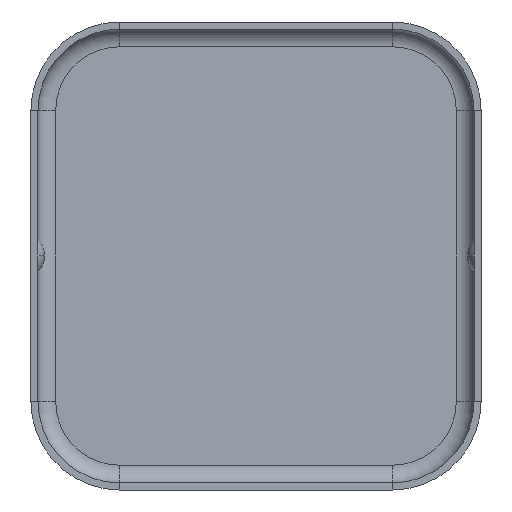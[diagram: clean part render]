
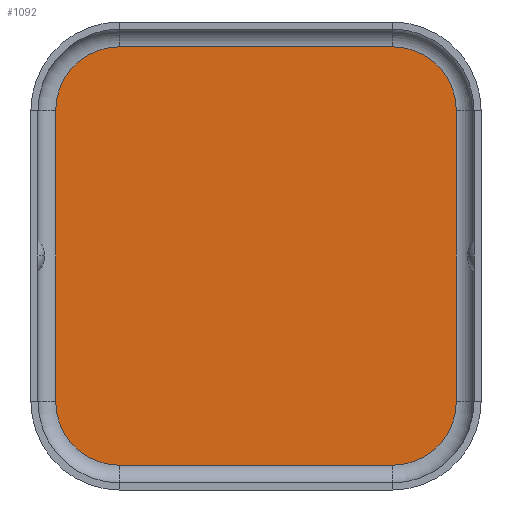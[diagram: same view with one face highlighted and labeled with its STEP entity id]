
A CAD part, front view. The second image highlights one B-rep face of the part: STEP entity #1092.
In plain terms, the highlighted planar face has unit normal (0, -1, 0).
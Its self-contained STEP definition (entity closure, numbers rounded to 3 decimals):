
#32 = EDGE_CURVE ( 'NONE', #1175, #575, #729, .T. ) ;
#62 = CARTESIAN_POINT ( 'NONE',  ( -3.85, 0., 4.1 ) ) ;
#133 = LINE ( 'NONE', #167, #714 ) ;
#159 = DIRECTION ( 'NONE',  ( 0., -1., 0. ) ) ;
#167 = CARTESIAN_POINT ( 'NONE',  ( 3.85, 0., 5.9 ) ) ;
#171 = DIRECTION ( 'NONE',  ( 0., 0., -1. ) ) ;
#187 = CIRCLE ( 'NONE', #1140, 1.8 ) ;
#199 = DIRECTION ( 'NONE',  ( 0., 1., 0. ) ) ;
#208 = DIRECTION ( 'NONE',  ( 0., -1., 0. ) ) ;
#214 = CARTESIAN_POINT ( 'NONE',  ( 5.65, 0., -4.1 ) ) ;
#227 = EDGE_LOOP ( 'NONE', ( #864, #630, #1002, #1001, #278, #1339, #232, #323 ) ) ;
#232 = ORIENTED_EDGE ( 'NONE', *, *, #741, .T. ) ;
#233 = VERTEX_POINT ( 'NONE', #214 ) ;
#262 = VERTEX_POINT ( 'NONE', #428 ) ;
#278 = ORIENTED_EDGE ( 'NONE', *, *, #1072, .T. ) ;
#309 = CARTESIAN_POINT ( 'NONE',  ( 3.85, 0., 4.1 ) ) ;
#320 = AXIS2_PLACEMENT_3D ( 'NONE', #62, #600, #171 ) ;
#323 = ORIENTED_EDGE ( 'NONE', *, *, #818, .T. ) ;
#329 = DIRECTION ( 'NONE',  ( 0., -1., 0. ) ) ;
#352 = FACE_OUTER_BOUND ( 'NONE', #227, .T. ) ;
#360 = CARTESIAN_POINT ( 'NONE',  ( -3.85, 0., -5.9 ) ) ;
#426 = CARTESIAN_POINT ( 'NONE',  ( -3.85, 0., -4.1 ) ) ;
#428 = CARTESIAN_POINT ( 'NONE',  ( 5.65, 0., 4.1 ) ) ;
#433 = CIRCLE ( 'NONE', #703, 1.8 ) ;
#435 = CARTESIAN_POINT ( 'NONE',  ( 3.85, 0., -5.9 ) ) ;
#487 = DIRECTION ( 'NONE',  ( -1., 0., 0. ) ) ;
#541 = VERTEX_POINT ( 'NONE', #896 ) ;
#546 = AXIS2_PLACEMENT_3D ( 'NONE', #721, #199, #933 ) ;
#575 = VERTEX_POINT ( 'NONE', #780 ) ;
#598 = VECTOR ( 'NONE', #1238, 1000. ) ;
#600 = DIRECTION ( 'NONE',  ( 0., 1., 0. ) ) ;
#630 = ORIENTED_EDGE ( 'NONE', *, *, #725, .F. ) ;
#641 = DIRECTION ( 'NONE',  ( -1., 0., 0. ) ) ;
#672 = EDGE_CURVE ( 'NONE', #262, #834, #433, .T. ) ;
#690 = DIRECTION ( 'NONE',  ( 0., 0., -1. ) ) ;
#703 = AXIS2_PLACEMENT_3D ( 'NONE', #309, #208, #1164 ) ;
#714 = VECTOR ( 'NONE', #487, 1000. ) ;
#721 = CARTESIAN_POINT ( 'NONE',  ( 3.85, 0., -4.1 ) ) ;
#725 = EDGE_CURVE ( 'NONE', #233, #1391, #1120, .T. ) ;
#729 = CIRCLE ( 'NONE', #320, 1.8 ) ;
#741 = EDGE_CURVE ( 'NONE', #1175, #541, #1223, .T. ) ;
#780 = CARTESIAN_POINT ( 'NONE',  ( -3.85, 0., 5.9 ) ) ;
#788 = EDGE_CURVE ( 'NONE', #1391, #1106, #1012, .T. ) ;
#797 = PLANE ( 'NONE',  #865 ) ;
#818 = EDGE_CURVE ( 'NONE', #541, #1106, #187, .T. ) ;
#834 = VERTEX_POINT ( 'NONE', #1306 ) ;
#864 = ORIENTED_EDGE ( 'NONE', *, *, #788, .F. ) ;
#865 = AXIS2_PLACEMENT_3D ( 'NONE', #1125, #159, #690 ) ;
#896 = CARTESIAN_POINT ( 'NONE',  ( -5.65, 0., -4.1 ) ) ;
#933 = DIRECTION ( 'NONE',  ( 0., 0., 1. ) ) ;
#957 = DIRECTION ( 'NONE',  ( 0., 0., 1. ) ) ;
#1001 = ORIENTED_EDGE ( 'NONE', *, *, #672, .T. ) ;
#1002 = ORIENTED_EDGE ( 'NONE', *, *, #1093, .F. ) ;
#1012 = LINE ( 'NONE', #1190, #1136 ) ;
#1040 = CARTESIAN_POINT ( 'NONE',  ( -5.65, 0., 0. ) ) ;
#1072 = EDGE_CURVE ( 'NONE', #834, #575, #133, .T. ) ;
#1092 = ADVANCED_FACE ( 'NONE', ( #352 ), #797, .T. ) ;
#1093 = EDGE_CURVE ( 'NONE', #262, #233, #1208, .T. ) ;
#1106 = VERTEX_POINT ( 'NONE', #360 ) ;
#1109 = CARTESIAN_POINT ( 'NONE',  ( 5.65, 0., 0. ) ) ;
#1120 = CIRCLE ( 'NONE', #546, 1.8 ) ;
#1125 = CARTESIAN_POINT ( 'NONE',  ( 3.85, 0., -4.1 ) ) ;
#1136 = VECTOR ( 'NONE', #641, 1000. ) ;
#1140 = AXIS2_PLACEMENT_3D ( 'NONE', #426, #329, #957 ) ;
#1164 = DIRECTION ( 'NONE',  ( 0., 0., -1. ) ) ;
#1175 = VERTEX_POINT ( 'NONE', #1255 ) ;
#1190 = CARTESIAN_POINT ( 'NONE',  ( 3.85, 0., -5.9 ) ) ;
#1208 = LINE ( 'NONE', #1109, #598 ) ;
#1223 = LINE ( 'NONE', #1040, #1319 ) ;
#1238 = DIRECTION ( 'NONE',  ( 0., 0., -1. ) ) ;
#1255 = CARTESIAN_POINT ( 'NONE',  ( -5.65, 0., 4.1 ) ) ;
#1275 = DIRECTION ( 'NONE',  ( 0., 0., -1. ) ) ;
#1306 = CARTESIAN_POINT ( 'NONE',  ( 3.85, 0., 5.9 ) ) ;
#1319 = VECTOR ( 'NONE', #1275, 1000. ) ;
#1339 = ORIENTED_EDGE ( 'NONE', *, *, #32, .F. ) ;
#1391 = VERTEX_POINT ( 'NONE', #435 ) ;
